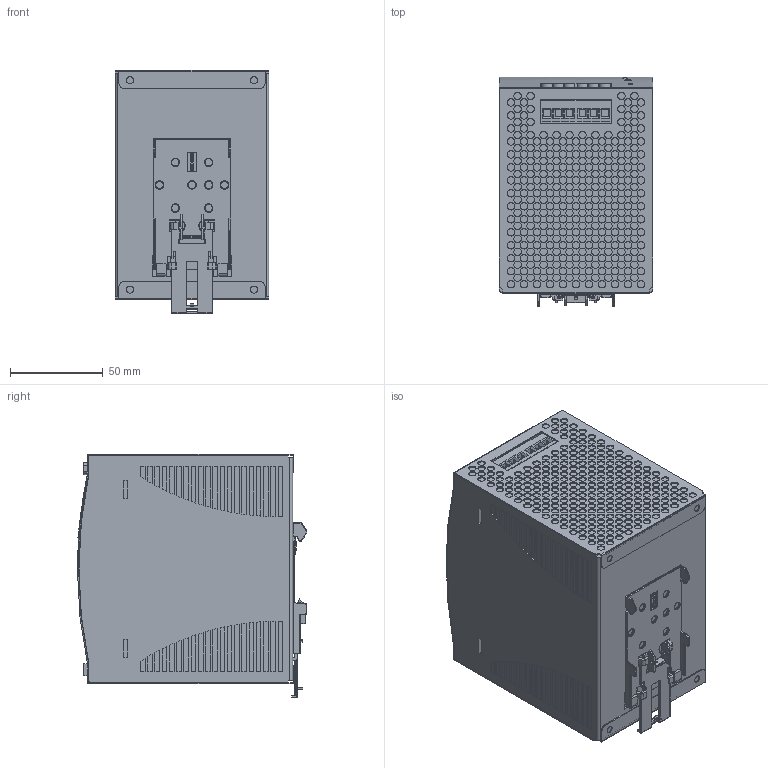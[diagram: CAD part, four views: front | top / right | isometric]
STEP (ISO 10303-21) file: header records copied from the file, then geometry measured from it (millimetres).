
FILE_DESCRIPTION((''),'2;1');
FILE_NAME('PRT0001','2017-11-27T',('rd13'),(''),'PRO/ENGINEER BY PARAMETRIC TECHNOLOGY CORPORATION, 2008230','PRO/ENGINEER BY PARAMETRIC TECHNOLOGY CORPORATION, 2008230','');
FILE_SCHEMA(('AUTOMOTIVE_DESIGN_CC2 { 1 2 10303 214 -1 1 5 2 }'));
Products named in the file (1): PRT0001
Bounding box: 82.8 x 123.5 x 131.2 mm (x, y, z)
Volume: 1144795.8 mm3; surface area: 127563.5 mm2
Topology: 1 solids, 5 shells, 2754 faces, 7643 edges, 4920 vertices
Faces by surface type: cylinder 1586, plane 936, torus 89, bspline 74, extrusion 59, sphere 10
Entity records: 99254 total; most frequent: CARTESIAN_POINT 20916, DIRECTION 16029, ORIENTED_EDGE 15252, EDGE_CURVE 7630, AXIS2_PLACEMENT_3D 5978, VERTEX_POINT 4920, VECTOR 4073, LINE 4014
